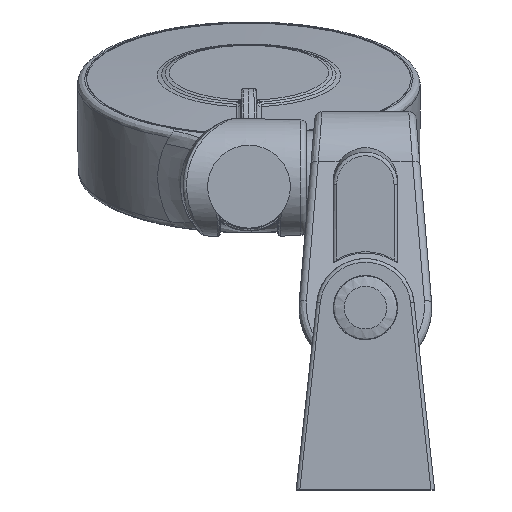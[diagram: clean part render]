
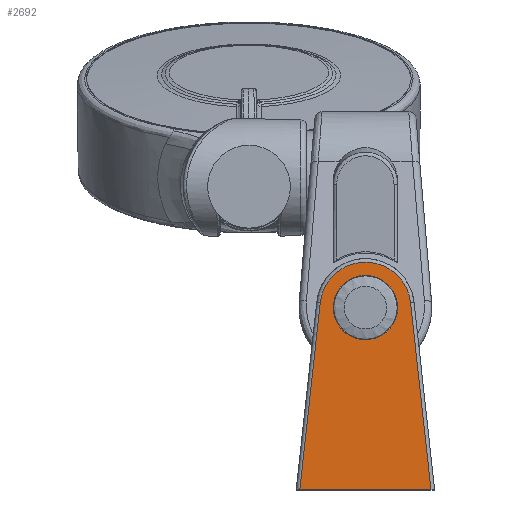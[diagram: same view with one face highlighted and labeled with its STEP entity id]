
A CAD part, front view. The second image highlights one B-rep face of the part: STEP entity #2692.
In plain terms, the highlighted planar face has unit normal (0, -1, 0).
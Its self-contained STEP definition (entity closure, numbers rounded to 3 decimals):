
#17 = EDGE_CURVE ( 'NONE', #9430, #8028, #10754, .T. ) ;
#1243 = DIRECTION ( 'NONE',  ( -0.108, 0., 0.994 ) ) ;
#1292 = CARTESIAN_POINT ( 'NONE',  ( -19.167, -350.5, -0.02 ) ) ;
#1898 = EDGE_CURVE ( 'NONE', #8921, #8921, #2019, .T. ) ;
#2019 = CIRCLE ( 'NONE', #2597, 8.9 ) ;
#2207 = EDGE_LOOP ( 'NONE', ( #2332 ) ) ;
#2332 = ORIENTED_EDGE ( 'NONE', *, *, #1898, .T. ) ;
#2597 = AXIS2_PLACEMENT_3D ( 'NONE', #7762, #7662, #5353 ) ;
#2692 = ADVANCED_FACE ( 'NONE', ( #5122, #5349 ), #2719, .F. ) ;
#2719 = PLANE ( 'NONE',  #6265 ) ;
#2963 = CARTESIAN_POINT ( 'NONE',  ( 0., -350.5, 59.4 ) ) ;
#3002 = CARTESIAN_POINT ( 'NONE',  ( -18.173, -350.5, -0.128 ) ) ;
#3095 = ORIENTED_EDGE ( 'NONE', *, *, #9437, .F. ) ;
#3807 = VECTOR ( 'NONE', #1243, 1000. ) ;
#4198 = DIRECTION ( 'NONE',  ( -0.108, 0., -0.994 ) ) ;
#4574 = EDGE_LOOP ( 'NONE', ( #5975, #14630, #3095, #7518 ) ) ;
#4880 = VERTEX_POINT ( 'NONE', #8894 ) ;
#4916 = LINE ( 'NONE', #12861, #3807 ) ;
#5122 = FACE_BOUND ( 'NONE', #2207, .T. ) ;
#5349 = FACE_OUTER_BOUND ( 'NONE', #4574, .T. ) ;
#5353 = DIRECTION ( 'NONE',  ( 0., 0., 1. ) ) ;
#5975 = ORIENTED_EDGE ( 'NONE', *, *, #17, .T. ) ;
#6265 = AXIS2_PLACEMENT_3D ( 'NONE', #11143, #14364, #7694 ) ;
#7487 = LINE ( 'NONE', #3002, #13270 ) ;
#7518 = ORIENTED_EDGE ( 'NONE', *, *, #12993, .T. ) ;
#7662 = DIRECTION ( 'NONE',  ( 0., 1., 0. ) ) ;
#7694 = DIRECTION ( 'NONE',  ( 1., 0., 0. ) ) ;
#7762 = CARTESIAN_POINT ( 'NONE',  ( 0., -350.5, 50.5 ) ) ;
#7963 = CARTESIAN_POINT ( 'NONE',  ( -12.502, -350.5, 51.864 ) ) ;
#8028 = VERTEX_POINT ( 'NONE', #7963 ) ;
#8894 = CARTESIAN_POINT ( 'NONE',  ( 18.161, -350.5, -0.02 ) ) ;
#8921 = VERTEX_POINT ( 'NONE', #2963 ) ;
#9430 = VERTEX_POINT ( 'NONE', #9503 ) ;
#9437 = EDGE_CURVE ( 'NONE', #4880, #11569, #11486, .T. ) ;
#9503 = CARTESIAN_POINT ( 'NONE',  ( 12.502, -350.5, 51.864 ) ) ;
#9882 = VECTOR ( 'NONE', #10668, 1000. ) ;
#10668 = DIRECTION ( 'NONE',  ( -1., 0., 0. ) ) ;
#10754 = CIRCLE ( 'NONE', #13433, 12.576 ) ;
#11143 = CARTESIAN_POINT ( 'NONE',  ( 0., -350.5, 50.5 ) ) ;
#11262 = CARTESIAN_POINT ( 'NONE',  ( -18.161, -350.5, -0.02 ) ) ;
#11325 = CARTESIAN_POINT ( 'NONE',  ( 0., -350.5, 50.5 ) ) ;
#11357 = DIRECTION ( 'NONE',  ( 1., 0., 0. ) ) ;
#11369 = DIRECTION ( 'NONE',  ( 0., -1., 0. ) ) ;
#11486 = LINE ( 'NONE', #1292, #9882 ) ;
#11569 = VERTEX_POINT ( 'NONE', #11262 ) ;
#12861 = CARTESIAN_POINT ( 'NONE',  ( 12.502, -350.5, 51.864 ) ) ;
#12993 = EDGE_CURVE ( 'NONE', #4880, #9430, #4916, .T. ) ;
#13180 = EDGE_CURVE ( 'NONE', #8028, #11569, #7487, .T. ) ;
#13270 = VECTOR ( 'NONE', #4198, 1000. ) ;
#13433 = AXIS2_PLACEMENT_3D ( 'NONE', #11325, #11369, #11357 ) ;
#14364 = DIRECTION ( 'NONE',  ( 0., 1., 0. ) ) ;
#14630 = ORIENTED_EDGE ( 'NONE', *, *, #13180, .T. ) ;
